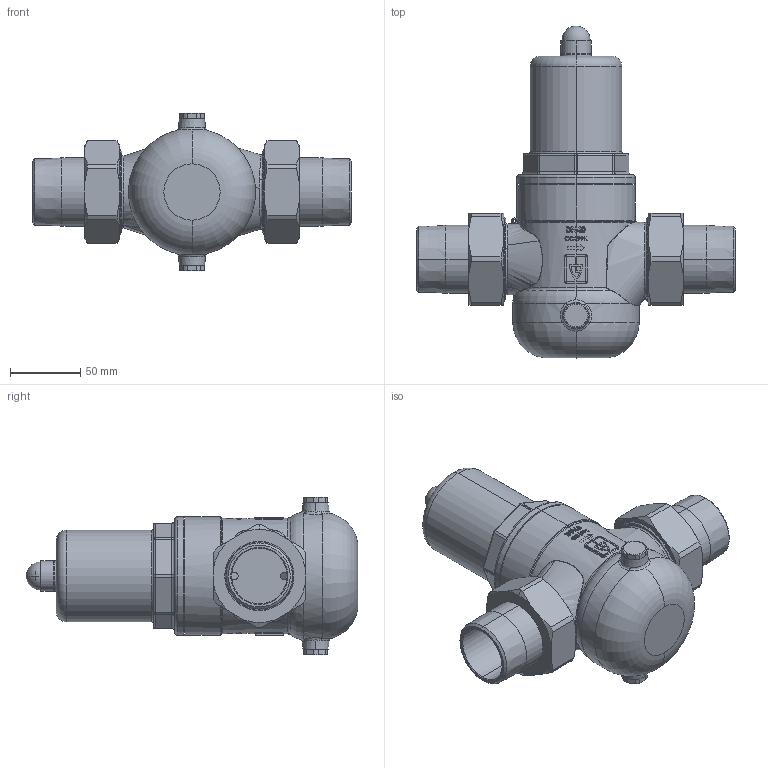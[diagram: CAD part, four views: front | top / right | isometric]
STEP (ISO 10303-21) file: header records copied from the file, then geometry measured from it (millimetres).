
FILE_DESCRIPTION (( 'STEP AP214' ), '1' );
FILE_NAME ('681 40 DM.STEP', '2012-06-26T12:37:52', ( 'Blankenhorn' ), ( '' ), 'SwSTEP 2.0', 'SolidWorks 2011', '' );
FILE_SCHEMA (( 'AUTOMOTIVE_DESIGN' ));
Length unit declared in the file: millimetre
Products named in the file (1): 681 40 DM
Bounding box: 226 x 235.5 x 112 mm (x, y, z)
Volume: 485347.9 mm3; surface area: 209133.6 mm2
Topology: 13 solids, 13 shells, 978 faces, 2447 edges, 1529 vertices
Faces by surface type: plane 314, cylinder 256, bspline 200, cone 115, torus 83, sphere 10
Entity records: 56024 total; most frequent: CARTESIAN_POINT 23324, ORIENTED_EDGE 4858, DIRECTION 4127, EDGE_CURVE 2429, AXIS2_PLACEMENT_3D 1609, VERTEX_POINT 1526, EDGE_LOOP 1057, UNCERTAINTY_MEASURE_WITH_UNIT 993
